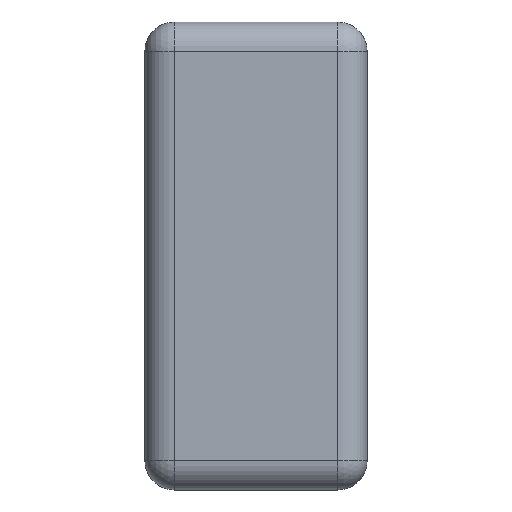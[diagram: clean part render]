
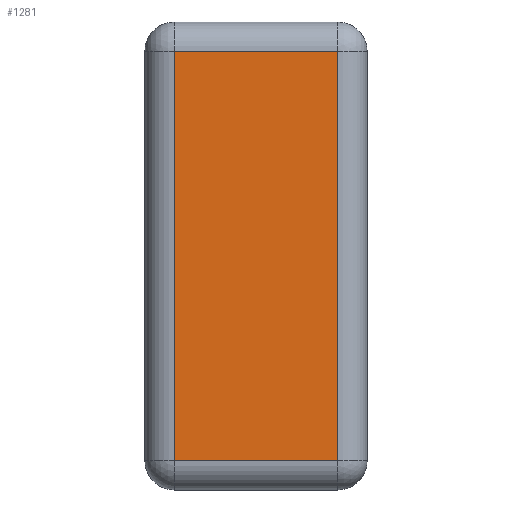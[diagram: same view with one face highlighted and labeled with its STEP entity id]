
A CAD part, left-side view. The second image highlights one B-rep face of the part: STEP entity #1281.
In plain terms, the highlighted planar face has unit normal (-1, 0, 0).
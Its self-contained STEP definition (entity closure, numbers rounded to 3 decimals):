
#370 = DIRECTION ( 'NONE',  ( 0., 0., 1. ) ) ;
#371 = VECTOR ( 'NONE', #370, 1000. ) ;
#372 = CARTESIAN_POINT ( 'NONE',  ( -0.8, 0.05, 0.4 ) ) ;
#374 = LINE ( 'NONE', #372, #371 ) ;
#428 = FACE_OUTER_BOUND ( 'NONE', #1282, .T. ) ;
#444 = CARTESIAN_POINT ( 'NONE',  ( -0.8, 0.05, -0.35 ) ) ;
#445 = DIRECTION ( 'NONE',  ( 0., -1., 0. ) ) ;
#446 = VECTOR ( 'NONE', #445, 1000. ) ;
#447 = CARTESIAN_POINT ( 'NONE',  ( -0.8, 0.38, -0.35 ) ) ;
#448 = LINE ( 'NONE', #447, #446 ) ;
#449 = CARTESIAN_POINT ( 'NONE',  ( -0.8, 0.33, -0.35 ) ) ;
#450 = DIRECTION ( 'NONE',  ( 0., 0., -1. ) ) ;
#451 = VECTOR ( 'NONE', #450, 1000. ) ;
#452 = CARTESIAN_POINT ( 'NONE',  ( -0.8, 0.33, 0.4 ) ) ;
#453 = LINE ( 'NONE', #452, #451 ) ;
#454 = CARTESIAN_POINT ( 'NONE',  ( -0.8, 0.33, 0.35 ) ) ;
#455 = CARTESIAN_POINT ( 'NONE',  ( -0.8, 0.05, 0.35 ) ) ;
#456 = DIRECTION ( 'NONE',  ( 0., 1., 0. ) ) ;
#457 = VECTOR ( 'NONE', #456, 1000. ) ;
#458 = CARTESIAN_POINT ( 'NONE',  ( -0.8, 0.38, 0.35 ) ) ;
#459 = LINE ( 'NONE', #458, #457 ) ;
#460 = DIRECTION ( 'NONE',  ( 0., 0., -1. ) ) ;
#461 = DIRECTION ( 'NONE',  ( 1., 0., 0. ) ) ;
#462 = CARTESIAN_POINT ( 'NONE',  ( -0.8, 0.38, 0.4 ) ) ;
#463 = AXIS2_PLACEMENT_3D ( 'NONE', #462, #461, #460 ) ;
#464 = PLANE ( 'NONE',  #463 ) ;
#1266 = ORIENTED_EDGE ( 'NONE', *, *, #1267, .T. ) ;
#1267 = EDGE_CURVE ( 'NONE', #1292, #1285, #374, .T. ) ;
#1281 = ADVANCED_FACE ( 'NONE', ( #428 ), #464, .F. ) ;
#1282 = EDGE_LOOP ( 'NONE', ( #1283, #1287, #1290, #1266 ) ) ;
#1283 = ORIENTED_EDGE ( 'NONE', *, *, #1284, .T. ) ;
#1284 = EDGE_CURVE ( 'NONE', #1285, #1286, #459, .T. ) ;
#1285 = VERTEX_POINT ( 'NONE', #455 ) ;
#1286 = VERTEX_POINT ( 'NONE', #454 ) ;
#1287 = ORIENTED_EDGE ( 'NONE', *, *, #1288, .T. ) ;
#1288 = EDGE_CURVE ( 'NONE', #1286, #1289, #453, .T. ) ;
#1289 = VERTEX_POINT ( 'NONE', #449 ) ;
#1290 = ORIENTED_EDGE ( 'NONE', *, *, #1291, .T. ) ;
#1291 = EDGE_CURVE ( 'NONE', #1289, #1292, #448, .T. ) ;
#1292 = VERTEX_POINT ( 'NONE', #444 ) ;
